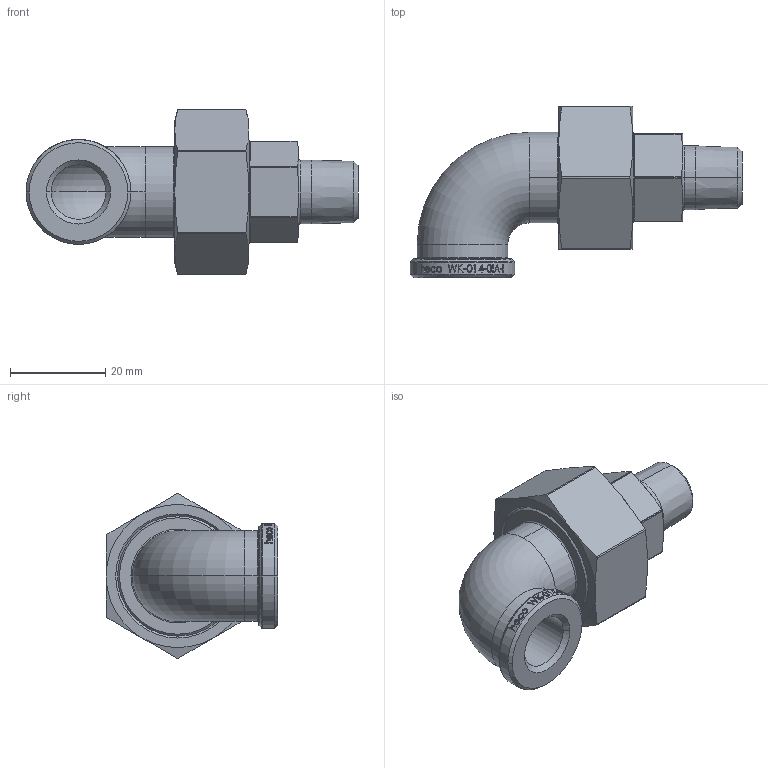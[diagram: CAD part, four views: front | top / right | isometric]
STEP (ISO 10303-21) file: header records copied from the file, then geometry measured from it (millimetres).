
FILE_DESCRIPTION (( 'STEP AP214' ), '1' );
FILE_NAME ('WK-014-0IA-I 1709.STEP', '2017-09-28T08:27:55', ( '' ), ( '' ), 'SwSTEP 2.0', 'SolidWorks 2016', '' );
FILE_SCHEMA (( 'AUTOMOTIVE_DESIGN' ));
Length unit declared in the file: millimetre
Products named in the file (1): WK-014-0IA-I 1709
Bounding box: 69.6 x 36 x 34.55 mm (x, y, z)
Volume: 17867.2 mm3; surface area: 9568.1 mm2
Topology: 1 solids, 1 shells, 302 faces, 743 edges, 475 vertices
Faces by surface type: plane 88, cylinder 77, bspline 77, cone 34, torus 26
Entity records: 17779 total; most frequent: CARTESIAN_POINT 8269, ORIENTED_EDGE 1486, DIRECTION 1105, EDGE_CURVE 743, VERTEX_POINT 475, AXIS2_PLACEMENT_3D 461, EDGE_LOOP 336, ADVANCED_FACE 302
